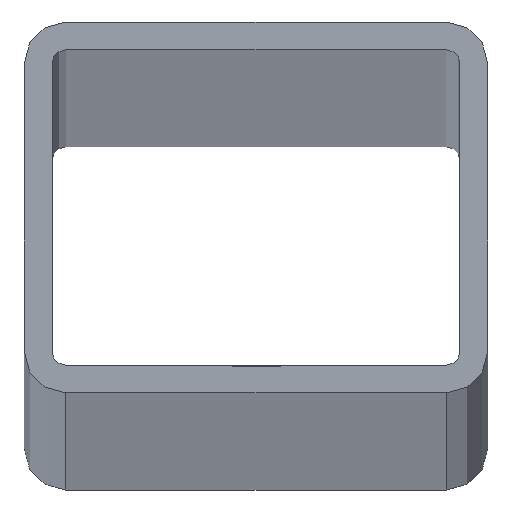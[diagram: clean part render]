
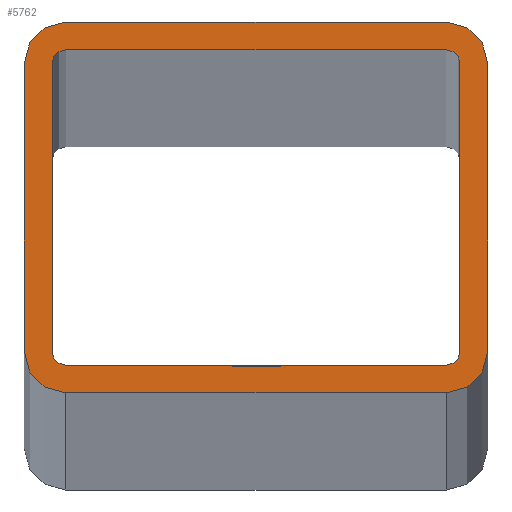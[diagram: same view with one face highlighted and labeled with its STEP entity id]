
A CAD part, top view. The second image highlights one B-rep face of the part: STEP entity #5762.
In plain terms, the highlighted planar face has unit normal (0, 0, 1).
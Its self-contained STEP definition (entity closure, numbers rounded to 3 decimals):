
#24 = ORIENTED_EDGE ( 'NONE', *, *, #6222, .T. ) ;
#64 = DIRECTION ( 'NONE',  ( -1., 0., 0. ) ) ;
#306 = EDGE_CURVE ( 'NONE', #11406, #9101, #3885, .T. ) ;
#363 = CARTESIAN_POINT ( 'NONE',  ( 20.5, 15.5, 0. ) ) ;
#390 = DIRECTION ( 'NONE',  ( 1., 0., 0. ) ) ;
#517 = AXIS2_PLACEMENT_3D ( 'NONE', #7395, #6473, #5534 ) ;
#519 = CIRCLE ( 'NONE', #9823, 1.5 ) ;
#647 = CARTESIAN_POINT ( 'NONE',  ( -20.5, -15.5, 0. ) ) ;
#748 = EDGE_CURVE ( 'NONE', #12183, #8882, #10385, .T. ) ;
#804 = ORIENTED_EDGE ( 'NONE', *, *, #6050, .T. ) ;
#830 = VERTEX_POINT ( 'NONE', #9144 ) ;
#894 = VERTEX_POINT ( 'NONE', #10344 ) ;
#958 = CARTESIAN_POINT ( 'NONE',  ( 25., 15.5, 0. ) ) ;
#1066 = LINE ( 'NONE', #11090, #9096 ) ;
#1128 = AXIS2_PLACEMENT_3D ( 'NONE', #7034, #4075, #12052 ) ;
#1153 = ORIENTED_EDGE ( 'NONE', *, *, #3526, .T. ) ;
#1161 = CARTESIAN_POINT ( 'NONE',  ( 20.5, 15.5, 0. ) ) ;
#1226 = AXIS2_PLACEMENT_3D ( 'NONE', #8375, #5386, #390 ) ;
#1261 = ORIENTED_EDGE ( 'NONE', *, *, #9063, .F. ) ;
#1355 = EDGE_CURVE ( 'NONE', #11644, #9938, #3869, .T. ) ;
#1398 = ORIENTED_EDGE ( 'NONE', *, *, #7615, .F. ) ;
#1479 = VERTEX_POINT ( 'NONE', #1933 ) ;
#1578 = DIRECTION ( 'NONE',  ( 1., 0., 0. ) ) ;
#1912 = ORIENTED_EDGE ( 'NONE', *, *, #748, .T. ) ;
#1925 = CARTESIAN_POINT ( 'NONE',  ( -25., 15.5, 0. ) ) ;
#1933 = CARTESIAN_POINT ( 'NONE',  ( -22., -15.5, 0. ) ) ;
#1977 = LINE ( 'NONE', #7431, #8791 ) ;
#2325 = DIRECTION ( 'NONE',  ( 1., 0., 0. ) ) ;
#2433 = CARTESIAN_POINT ( 'NONE',  ( 0., 0., 0. ) ) ;
#2501 = DIRECTION ( 'NONE',  ( -1., 0., 0. ) ) ;
#2649 = DIRECTION ( 'NONE',  ( 0., 0., 1. ) ) ;
#2762 = CARTESIAN_POINT ( 'NONE',  ( -20.5, -20., 0. ) ) ;
#2934 = EDGE_CURVE ( 'NONE', #11162, #12183, #8507, .T. ) ;
#3212 = DIRECTION ( 'NONE',  ( 0., 0., 1. ) ) ;
#3256 = CARTESIAN_POINT ( 'NONE',  ( -20.5, 20., 0. ) ) ;
#3385 = CIRCLE ( 'NONE', #517, 1.5 ) ;
#3448 = LINE ( 'NONE', #11719, #5460 ) ;
#3453 = VERTEX_POINT ( 'NONE', #3848 ) ;
#3526 = EDGE_CURVE ( 'NONE', #7192, #830, #1977, .T. ) ;
#3691 = VECTOR ( 'NONE', #8112, 1000. ) ;
#3761 = ORIENTED_EDGE ( 'NONE', *, *, #4704, .F. ) ;
#3848 = CARTESIAN_POINT ( 'NONE',  ( 20.5, -17., 0. ) ) ;
#3852 = EDGE_CURVE ( 'NONE', #894, #1479, #11723, .T. ) ;
#3869 = LINE ( 'NONE', #8400, #11124 ) ;
#3885 = LINE ( 'NONE', #11239, #4358 ) ;
#3899 = CARTESIAN_POINT ( 'NONE',  ( 20.5, 17., 0. ) ) ;
#4062 = DIRECTION ( 'NONE',  ( 0., 1., 0. ) ) ;
#4075 = DIRECTION ( 'NONE',  ( 0., 0., 1. ) ) ;
#4107 = AXIS2_PLACEMENT_3D ( 'NONE', #647, #2649, #1578 ) ;
#4128 = EDGE_CURVE ( 'NONE', #4576, #3453, #1066, .T. ) ;
#4241 = CIRCLE ( 'NONE', #10158, 4.5 ) ;
#4277 = CARTESIAN_POINT ( 'NONE',  ( -20.5, -15.5, 0. ) ) ;
#4358 = VECTOR ( 'NONE', #2501, 1000. ) ;
#4521 = DIRECTION ( 'NONE',  ( 0., 1., 0. ) ) ;
#4576 = VERTEX_POINT ( 'NONE', #8615 ) ;
#4704 = EDGE_CURVE ( 'NONE', #1479, #4576, #11051, .T. ) ;
#5188 = DIRECTION ( 'NONE',  ( 1., 0., 0. ) ) ;
#5257 = DIRECTION ( 'NONE',  ( 0., 0., 1. ) ) ;
#5267 = ORIENTED_EDGE ( 'NONE', *, *, #7750, .T. ) ;
#5386 = DIRECTION ( 'NONE',  ( 0., 0., 1. ) ) ;
#5460 = VECTOR ( 'NONE', #64, 1000. ) ;
#5494 = CIRCLE ( 'NONE', #7749, 4.5 ) ;
#5534 = DIRECTION ( 'NONE',  ( 1., 0., 0. ) ) ;
#5589 = VECTOR ( 'NONE', #4062, 1000. ) ;
#5751 = EDGE_CURVE ( 'NONE', #830, #11993, #5494, .T. ) ;
#5762 = ADVANCED_FACE ( 'NONE', ( #11194, #10122 ), #6285, .T. ) ;
#6050 = EDGE_CURVE ( 'NONE', #9101, #7192, #7496, .T. ) ;
#6222 = EDGE_CURVE ( 'NONE', #11993, #11162, #6549, .T. ) ;
#6285 = PLANE ( 'NONE',  #11966 ) ;
#6328 = DIRECTION ( 'NONE',  ( 1., 0., 0. ) ) ;
#6362 = CIRCLE ( 'NONE', #1226, 1.5 ) ;
#6427 = CARTESIAN_POINT ( 'NONE',  ( 20.5, 20., 0. ) ) ;
#6473 = DIRECTION ( 'NONE',  ( 0., 0., 1. ) ) ;
#6549 = LINE ( 'NONE', #12600, #11352 ) ;
#6721 = DIRECTION ( 'NONE',  ( 1., 0., 0. ) ) ;
#7034 = CARTESIAN_POINT ( 'NONE',  ( -20.5, 15.5, 0. ) ) ;
#7099 = VERTEX_POINT ( 'NONE', #3899 ) ;
#7145 = AXIS2_PLACEMENT_3D ( 'NONE', #11334, #10343, #6328 ) ;
#7149 = CARTESIAN_POINT ( 'NONE',  ( 22., 15.5, 0. ) ) ;
#7192 = VERTEX_POINT ( 'NONE', #1925 ) ;
#7354 = CARTESIAN_POINT ( 'NONE',  ( 25., -15.5, 0. ) ) ;
#7372 = VERTEX_POINT ( 'NONE', #11283 ) ;
#7395 = CARTESIAN_POINT ( 'NONE',  ( -20.5, 15.5, 0. ) ) ;
#7431 = CARTESIAN_POINT ( 'NONE',  ( -25., 20., 0. ) ) ;
#7496 = CIRCLE ( 'NONE', #1128, 4.5 ) ;
#7615 = EDGE_CURVE ( 'NONE', #7099, #7372, #3448, .T. ) ;
#7749 = AXIS2_PLACEMENT_3D ( 'NONE', #4277, #11203, #12294 ) ;
#7750 = EDGE_CURVE ( 'NONE', #8882, #11406, #4241, .T. ) ;
#7770 = DIRECTION ( 'NONE',  ( 0., -1., 0. ) ) ;
#7817 = CARTESIAN_POINT ( 'NONE',  ( 20.5, -20., 0. ) ) ;
#7894 = CARTESIAN_POINT ( 'NONE',  ( 25., 20., 0. ) ) ;
#7955 = ORIENTED_EDGE ( 'NONE', *, *, #5751, .T. ) ;
#8111 = DIRECTION ( 'NONE',  ( 1., 0., 0. ) ) ;
#8112 = DIRECTION ( 'NONE',  ( 0., -1., 0. ) ) ;
#8271 = DIRECTION ( 'NONE',  ( 0., 0., 1. ) ) ;
#8292 = DIRECTION ( 'NONE',  ( 1., 0., 0. ) ) ;
#8375 = CARTESIAN_POINT ( 'NONE',  ( 20.5, -15.5, 0. ) ) ;
#8400 = CARTESIAN_POINT ( 'NONE',  ( 22., 0., 0. ) ) ;
#8507 = CIRCLE ( 'NONE', #7145, 4.5 ) ;
#8615 = CARTESIAN_POINT ( 'NONE',  ( -20.5, -17., 0. ) ) ;
#8791 = VECTOR ( 'NONE', #7770, 1000. ) ;
#8882 = VERTEX_POINT ( 'NONE', #958 ) ;
#9063 = EDGE_CURVE ( 'NONE', #9938, #7099, #519, .T. ) ;
#9096 = VECTOR ( 'NONE', #5188, 1000. ) ;
#9101 = VERTEX_POINT ( 'NONE', #3256 ) ;
#9144 = CARTESIAN_POINT ( 'NONE',  ( -25., -15.5, 0. ) ) ;
#9823 = AXIS2_PLACEMENT_3D ( 'NONE', #1161, #3212, #8111 ) ;
#9836 = ORIENTED_EDGE ( 'NONE', *, *, #2934, .T. ) ;
#9938 = VERTEX_POINT ( 'NONE', #7149 ) ;
#9988 = EDGE_CURVE ( 'NONE', #3453, #11644, #6362, .T. ) ;
#10122 = FACE_OUTER_BOUND ( 'NONE', #12059, .T. ) ;
#10158 = AXIS2_PLACEMENT_3D ( 'NONE', #363, #8271, #2325 ) ;
#10343 = DIRECTION ( 'NONE',  ( 0., 0., 1. ) ) ;
#10344 = CARTESIAN_POINT ( 'NONE',  ( -22., 15.5, 0. ) ) ;
#10385 = LINE ( 'NONE', #7894, #5589 ) ;
#10609 = ORIENTED_EDGE ( 'NONE', *, *, #4128, .F. ) ;
#10903 = CARTESIAN_POINT ( 'NONE',  ( 22., -15.5, 0. ) ) ;
#11051 = CIRCLE ( 'NONE', #4107, 1.5 ) ;
#11090 = CARTESIAN_POINT ( 'NONE',  ( 0., -17., 0. ) ) ;
#11124 = VECTOR ( 'NONE', #4521, 1000. ) ;
#11162 = VERTEX_POINT ( 'NONE', #7817 ) ;
#11194 = FACE_BOUND ( 'NONE', #12028, .T. ) ;
#11203 = DIRECTION ( 'NONE',  ( 0., 0., 1. ) ) ;
#11239 = CARTESIAN_POINT ( 'NONE',  ( -25., 20., 0. ) ) ;
#11283 = CARTESIAN_POINT ( 'NONE',  ( -20.5, 17., 0. ) ) ;
#11334 = CARTESIAN_POINT ( 'NONE',  ( 20.5, -15.5, 0. ) ) ;
#11352 = VECTOR ( 'NONE', #6721, 1000. ) ;
#11406 = VERTEX_POINT ( 'NONE', #6427 ) ;
#11644 = VERTEX_POINT ( 'NONE', #10903 ) ;
#11657 = ORIENTED_EDGE ( 'NONE', *, *, #12144, .F. ) ;
#11719 = CARTESIAN_POINT ( 'NONE',  ( 0., 17., 0. ) ) ;
#11723 = LINE ( 'NONE', #12041, #3691 ) ;
#11870 = ORIENTED_EDGE ( 'NONE', *, *, #1355, .F. ) ;
#11966 = AXIS2_PLACEMENT_3D ( 'NONE', #2433, #5257, #8292 ) ;
#11993 = VERTEX_POINT ( 'NONE', #2762 ) ;
#12021 = ORIENTED_EDGE ( 'NONE', *, *, #3852, .F. ) ;
#12028 = EDGE_LOOP ( 'NONE', ( #1398, #1261, #11870, #12103, #10609, #3761, #12021, #11657 ) ) ;
#12036 = ORIENTED_EDGE ( 'NONE', *, *, #306, .T. ) ;
#12041 = CARTESIAN_POINT ( 'NONE',  ( -22., 0., 0. ) ) ;
#12052 = DIRECTION ( 'NONE',  ( 1., 0., 0. ) ) ;
#12059 = EDGE_LOOP ( 'NONE', ( #12036, #804, #1153, #7955, #24, #9836, #1912, #5267 ) ) ;
#12103 = ORIENTED_EDGE ( 'NONE', *, *, #9988, .F. ) ;
#12144 = EDGE_CURVE ( 'NONE', #7372, #894, #3385, .T. ) ;
#12183 = VERTEX_POINT ( 'NONE', #7354 ) ;
#12294 = DIRECTION ( 'NONE',  ( 1., 0., 0. ) ) ;
#12600 = CARTESIAN_POINT ( 'NONE',  ( -25., -20., 0. ) ) ;
